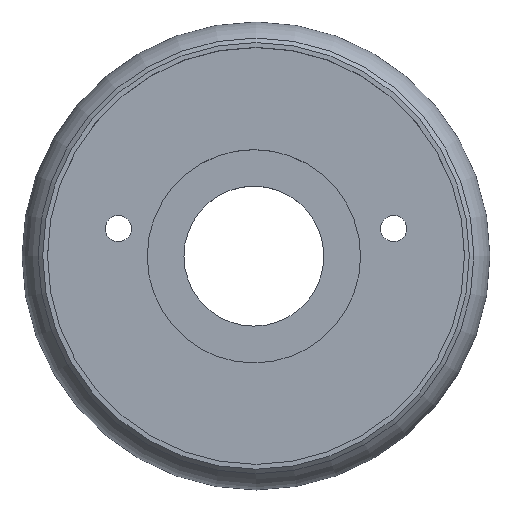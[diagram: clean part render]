
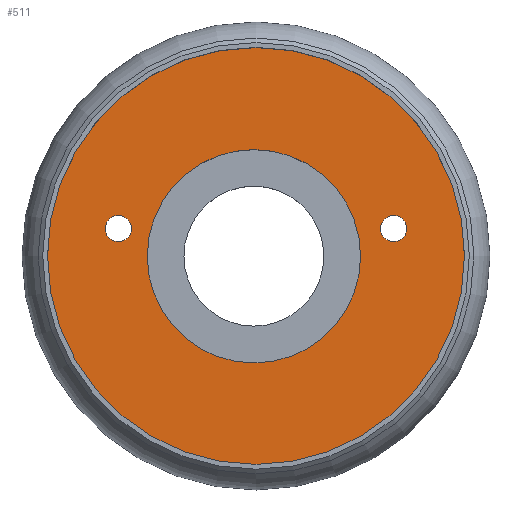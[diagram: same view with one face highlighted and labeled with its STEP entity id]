
A CAD part, top view. The second image highlights one B-rep face of the part: STEP entity #511.
In plain terms, the highlighted planar face has unit normal (0, 0, 1).
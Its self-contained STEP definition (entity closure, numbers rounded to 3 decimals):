
#32=FACE_BOUND('',#120,.T.);
#33=FACE_BOUND('',#121,.T.);
#34=FACE_BOUND('',#122,.T.);
#51=PLANE('',#582);
#79=FACE_OUTER_BOUND('',#119,.T.);
#119=EDGE_LOOP('',(#433));
#120=EDGE_LOOP('',(#434));
#121=EDGE_LOOP('',(#435));
#122=EDGE_LOOP('',(#436));
#149=CIRCLE('',#562,15.5);
#158=CIRCLE('',#577,1.909);
#160=CIRCLE('',#580,1.909);
#161=CIRCLE('',#583,30.3);
#247=VERTEX_POINT('',#923);
#257=VERTEX_POINT('',#998);
#259=VERTEX_POINT('',#1004);
#260=VERTEX_POINT('',#1009);
#301=EDGE_CURVE('',#247,#247,#149,.T.);
#319=EDGE_CURVE('',#257,#257,#158,.T.);
#322=EDGE_CURVE('',#259,#259,#160,.T.);
#323=EDGE_CURVE('',#260,#260,#161,.T.);
#433=ORIENTED_EDGE('',*,*,#323,.T.);
#434=ORIENTED_EDGE('',*,*,#301,.T.);
#435=ORIENTED_EDGE('',*,*,#319,.T.);
#436=ORIENTED_EDGE('',*,*,#322,.T.);
#511=ADVANCED_FACE('',(#79,#32,#33,#34),#51,.T.);
#562=AXIS2_PLACEMENT_3D('',#924,#670,#671);
#577=AXIS2_PLACEMENT_3D('',#1000,#706,#707);
#580=AXIS2_PLACEMENT_3D('',#1006,#713,#714);
#582=AXIS2_PLACEMENT_3D('',#1008,#717,#718);
#583=AXIS2_PLACEMENT_3D('',#1010,#719,#720);
#670=DIRECTION('center_axis',(0.,0.,-1.));
#671=DIRECTION('ref_axis',(-1.,0.,0.));
#706=DIRECTION('center_axis',(0.,0.,-1.));
#707=DIRECTION('ref_axis',(1.,0.,0.));
#713=DIRECTION('center_axis',(0.,0.,-1.));
#714=DIRECTION('ref_axis',(1.,0.,0.));
#717=DIRECTION('center_axis',(0.,0.,1.));
#718=DIRECTION('ref_axis',(1.,0.,0.));
#719=DIRECTION('center_axis',(0.,0.,1.));
#720=DIRECTION('ref_axis',(-1.,0.,0.));
#923=CARTESIAN_POINT('',(15.194,-0.029,17.));
#924=CARTESIAN_POINT('Origin',(-0.306,-0.029,17.));
#998=CARTESIAN_POINT('',(-21.909,3.998,17.));
#1000=CARTESIAN_POINT('Origin',(-20.001,3.998,17.));
#1004=CARTESIAN_POINT('',(18.092,3.998,17.));
#1006=CARTESIAN_POINT('Origin',(20.001,3.998,17.));
#1008=CARTESIAN_POINT('Origin',(26.,0.,17.));
#1009=CARTESIAN_POINT('',(30.3,0.,17.));
#1010=CARTESIAN_POINT('Origin',(0.,0.,17.));
